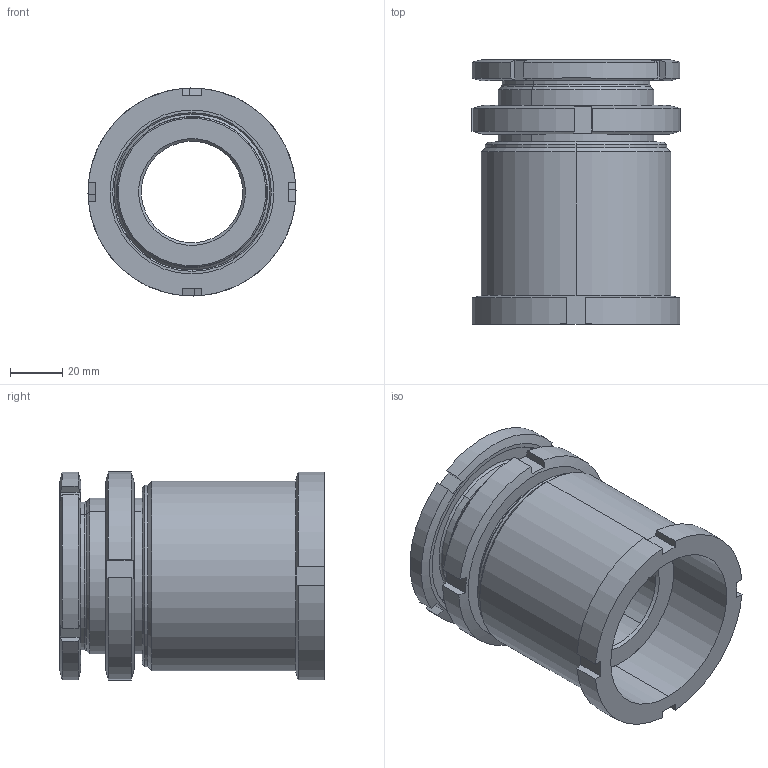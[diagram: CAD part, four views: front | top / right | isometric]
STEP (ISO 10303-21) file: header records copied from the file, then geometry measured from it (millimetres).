
FILE_DESCRIPTION (( 'STEP AP214' ), '1' );
FILE_NAME ('HVSK 60-39 0 A1.STEP', '2015-08-18T15:06:48', ( '' ), ( '' ), 'SwSTEP 2.0', 'SolidWorks 2015', '' );
FILE_SCHEMA (( 'AUTOMOTIVE_DESIGN' ));
Length unit declared in the file: millimetre
Products named in the file (4): HVSK 60-39 0 A1; HVS 60 2-0 A1; KM 60-0 A1; HVS 60-39 1-0 A1
Assembly tree (3 placements, depth 2):
  HVSK 60-39 0 A1
    HVS 60 2-0 A1
    HVS 60-39 1-0 A1
    KM 60-0 A1
Bounding box: 79.99 x 101.61 x 79.99 mm (x, y, z)
Volume: 248209.9 mm3; surface area: 75106.9 mm2
Topology: 3 solids, 3 shells, 123 faces, 302 edges, 190 vertices
Faces by surface type: plane 47, cylinder 34, cone 32, torus 10
Entity records: 4044 total; most frequent: CARTESIAN_POINT 951, DIRECTION 608, ORIENTED_EDGE 604, EDGE_CURVE 302, AXIS2_PLACEMENT_3D 247, VERTEX_POINT 190, EDGE_LOOP 134, ADVANCED_FACE 123
